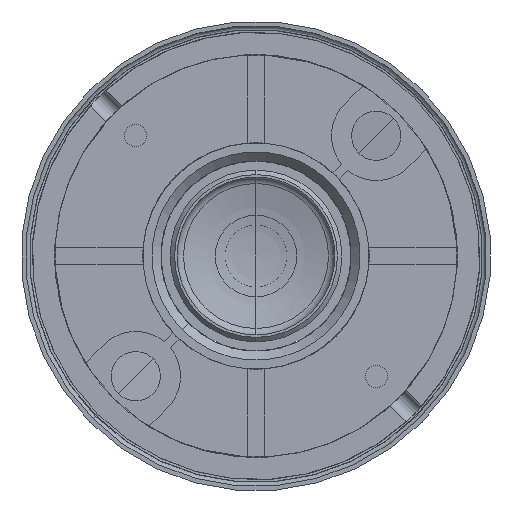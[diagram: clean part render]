
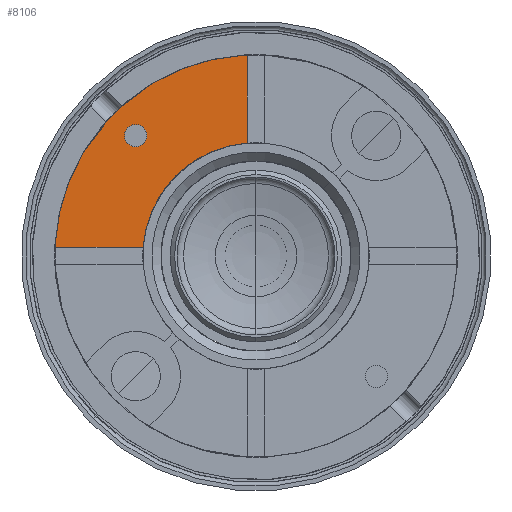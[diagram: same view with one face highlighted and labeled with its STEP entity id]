
A CAD part, front view. The second image highlights one B-rep face of the part: STEP entity #8106.
In plain terms, the highlighted planar face has unit normal (0, -1, 0).
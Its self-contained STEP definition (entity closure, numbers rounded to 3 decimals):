
#161 = DIRECTION ( 'NONE',  ( 1., 0., 0. ) ) ;
#261 = DIRECTION ( 'NONE',  ( 0., 1., 0. ) ) ;
#890 = CARTESIAN_POINT ( 'NONE',  ( -38., 4., -2.5 ) ) ;
#1281 = PLANE ( 'NONE',  #2568 ) ;
#1419 = ORIENTED_EDGE ( 'NONE', *, *, #11370, .T. ) ;
#1581 = CIRCLE ( 'NONE', #10246, 25.3 ) ;
#1850 = VERTEX_POINT ( 'NONE', #2655 ) ;
#1930 = EDGE_CURVE ( 'NONE', #11228, #9018, #6812, .T. ) ;
#2088 = VERTEX_POINT ( 'NONE', #3764 ) ;
#2159 = DIRECTION ( 'NONE',  ( 0., 1., 0. ) ) ;
#2234 = ORIENTED_EDGE ( 'NONE', *, *, #8441, .F. ) ;
#2415 = AXIS2_PLACEMENT_3D ( 'NONE', #5584, #2678, #11445 ) ;
#2417 = FACE_BOUND ( 'NONE', #3387, .T. ) ;
#2494 = CARTESIAN_POINT ( 'NONE',  ( -33.203, 4., 30.374 ) ) ;
#2568 = AXIS2_PLACEMENT_3D ( 'NONE', #4140, #261, #8240 ) ;
#2586 = VECTOR ( 'NONE', #11299, 1000. ) ;
#2655 = CARTESIAN_POINT ( 'NONE',  ( -19.248, 4., -16.42 ) ) ;
#2678 = DIRECTION ( 'NONE',  ( 0., 1., 0. ) ) ;
#3001 = EDGE_CURVE ( 'NONE', #9018, #2088, #7574, .T. ) ;
#3102 = CARTESIAN_POINT ( 'NONE',  ( -38., 4., 0. ) ) ;
#3332 = VERTEX_POINT ( 'NONE', #6447 ) ;
#3387 = EDGE_LOOP ( 'NONE', ( #1419, #9220 ) ) ;
#3764 = CARTESIAN_POINT ( 'NONE',  ( -19.248, 4., 16.42 ) ) ;
#4140 = CARTESIAN_POINT ( 'NONE',  ( 0., 4., 0. ) ) ;
#4390 = CARTESIAN_POINT ( 'NONE',  ( -33.203, 4., -30.374 ) ) ;
#4420 = AXIS2_PLACEMENT_3D ( 'NONE', #3102, #2159, #4949 ) ;
#4466 = ORIENTED_EDGE ( 'NONE', *, *, #3001, .F. ) ;
#4817 = DIRECTION ( 'NONE',  ( -0.707, 0., -0.707 ) ) ;
#4949 = DIRECTION ( 'NONE',  ( 0., 0., 1. ) ) ;
#5266 = ORIENTED_EDGE ( 'NONE', *, *, #9744, .F. ) ;
#5584 = CARTESIAN_POINT ( 'NONE',  ( -38., 4., 0. ) ) ;
#5869 = DIRECTION ( 'NONE',  ( 0., 1., 0. ) ) ;
#6447 = CARTESIAN_POINT ( 'NONE',  ( -38., 4., 2.5 ) ) ;
#6713 = DIRECTION ( 'NONE',  ( 1., 0., 0. ) ) ;
#6812 = CIRCLE ( 'NONE', #8435, 45. ) ;
#6886 = CARTESIAN_POINT ( 'NONE',  ( 0., 4., 0. ) ) ;
#6970 = LINE ( 'NONE', #8620, #11674 ) ;
#7574 = LINE ( 'NONE', #9288, #2586 ) ;
#7918 = DIRECTION ( 'NONE',  ( 0., -1., 0. ) ) ;
#8106 = ADVANCED_FACE ( 'NONE', ( #2417, #10895 ), #1281, .F. ) ;
#8240 = DIRECTION ( 'NONE',  ( 0., 0., 1. ) ) ;
#8254 = CIRCLE ( 'NONE', #4420, 2.5 ) ;
#8435 = AXIS2_PLACEMENT_3D ( 'NONE', #6886, #5869, #161 ) ;
#8441 = EDGE_CURVE ( 'NONE', #2088, #1850, #1581, .T. ) ;
#8550 = VERTEX_POINT ( 'NONE', #890 ) ;
#8620 = CARTESIAN_POINT ( 'NONE',  ( -19.248, 4., -16.42 ) ) ;
#9018 = VERTEX_POINT ( 'NONE', #2494 ) ;
#9220 = ORIENTED_EDGE ( 'NONE', *, *, #9780, .T. ) ;
#9288 = CARTESIAN_POINT ( 'NONE',  ( -33.203, 4., 30.374 ) ) ;
#9744 = EDGE_CURVE ( 'NONE', #1850, #11228, #6970, .T. ) ;
#9780 = EDGE_CURVE ( 'NONE', #8550, #3332, #8254, .T. ) ;
#9820 = EDGE_LOOP ( 'NONE', ( #5266, #2234, #4466, #11494 ) ) ;
#10246 = AXIS2_PLACEMENT_3D ( 'NONE', #11566, #7918, #6713 ) ;
#10895 = FACE_OUTER_BOUND ( 'NONE', #9820, .T. ) ;
#11228 = VERTEX_POINT ( 'NONE', #4390 ) ;
#11299 = DIRECTION ( 'NONE',  ( 0.707, 0., -0.707 ) ) ;
#11370 = EDGE_CURVE ( 'NONE', #3332, #8550, #11914, .T. ) ;
#11445 = DIRECTION ( 'NONE',  ( 0., 0., 1. ) ) ;
#11494 = ORIENTED_EDGE ( 'NONE', *, *, #1930, .F. ) ;
#11566 = CARTESIAN_POINT ( 'NONE',  ( 0., 4., 0. ) ) ;
#11674 = VECTOR ( 'NONE', #4817, 1000. ) ;
#11914 = CIRCLE ( 'NONE', #2415, 2.5 ) ;
